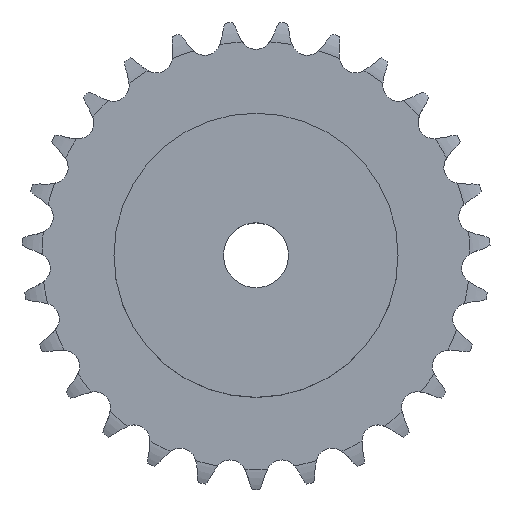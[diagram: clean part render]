
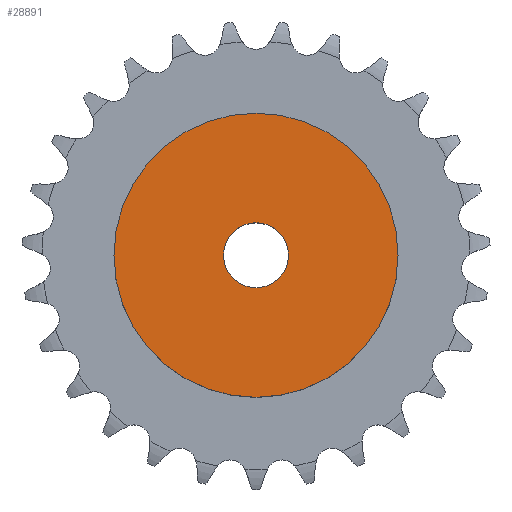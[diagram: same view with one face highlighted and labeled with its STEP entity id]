
A CAD part, top view. The second image highlights one B-rep face of the part: STEP entity #28891.
In plain terms, the highlighted planar face has unit normal (0, 0, 1).
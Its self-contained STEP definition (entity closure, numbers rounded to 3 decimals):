
#5081 = CYLINDRICAL_SURFACE('',#5082,35.);
#5082 = AXIS2_PLACEMENT_3D('',#5083,#5084,#5085);
#5083 = CARTESIAN_POINT('',(0.,0.,0.));
#5084 = DIRECTION('',(-0.,-0.,-1.));
#5085 = DIRECTION('',(1.,0.,0.));
#21686 = VERTEX_POINT('',#21687);
#21687 = CARTESIAN_POINT('',(35.,0.,20.));
#21708 = EDGE_CURVE('',#21686,#21686,#21709,.T.);
#21709 = SURFACE_CURVE('',#21710,(#21715,#21722),.PCURVE_S1.);
#21710 = CIRCLE('',#21711,35.);
#21711 = AXIS2_PLACEMENT_3D('',#21712,#21713,#21714);
#21712 = CARTESIAN_POINT('',(0.,0.,20.));
#21713 = DIRECTION('',(0.,0.,1.));
#21714 = DIRECTION('',(1.,0.,0.));
#21715 = PCURVE('',#5081,#21716);
#21716 = DEFINITIONAL_REPRESENTATION('',(#21717),#21721);
#21717 = LINE('',#21718,#21719);
#21718 = CARTESIAN_POINT('',(-0.,-20.));
#21719 = VECTOR('',#21720,1.);
#21720 = DIRECTION('',(-1.,0.));
#21721 = ( GEOMETRIC_REPRESENTATION_CONTEXT(2) 
PARAMETRIC_REPRESENTATION_CONTEXT() REPRESENTATION_CONTEXT('2D SPACE',''
  ) );
#21722 = PCURVE('',#21723,#21728);
#21723 = PLANE('',#21724);
#21724 = AXIS2_PLACEMENT_3D('',#21725,#21726,#21727);
#21725 = CARTESIAN_POINT('',(0.,0.,20.)
  );
#21726 = DIRECTION('',(0.,0.,1.));
#21727 = DIRECTION('',(1.,0.,0.));
#21728 = DEFINITIONAL_REPRESENTATION('',(#21729),#21733);
#21729 = CIRCLE('',#21730,35.);
#21730 = AXIS2_PLACEMENT_2D('',#21731,#21732);
#21731 = CARTESIAN_POINT('',(0.,0.));
#21732 = DIRECTION('',(1.,0.));
#21733 = ( GEOMETRIC_REPRESENTATION_CONTEXT(2) 
PARAMETRIC_REPRESENTATION_CONTEXT() REPRESENTATION_CONTEXT('2D SPACE',''
  ) );
#25890 = CYLINDRICAL_SURFACE('',#25891,8.);
#25891 = AXIS2_PLACEMENT_3D('',#25892,#25893,#25894);
#25892 = CARTESIAN_POINT('',(0.,0.,178.318));
#25893 = DIRECTION('',(0.,0.,1.));
#25894 = DIRECTION('',(1.,0.,0.));
#28891 = ADVANCED_FACE('',(#28892,#28895),#21723,.T.);
#28892 = FACE_BOUND('',#28893,.T.);
#28893 = EDGE_LOOP('',(#28894));
#28894 = ORIENTED_EDGE('',*,*,#21708,.T.);
#28895 = FACE_BOUND('',#28896,.T.);
#28896 = EDGE_LOOP('',(#28897));
#28897 = ORIENTED_EDGE('',*,*,#28898,.F.);
#28898 = EDGE_CURVE('',#28899,#28899,#28901,.T.);
#28899 = VERTEX_POINT('',#28900);
#28900 = CARTESIAN_POINT('',(8.,0.,20.));
#28901 = SURFACE_CURVE('',#28902,(#28907,#28914),.PCURVE_S1.);
#28902 = CIRCLE('',#28903,8.);
#28903 = AXIS2_PLACEMENT_3D('',#28904,#28905,#28906);
#28904 = CARTESIAN_POINT('',(0.,0.,20.));
#28905 = DIRECTION('',(0.,0.,1.));
#28906 = DIRECTION('',(1.,0.,0.));
#28907 = PCURVE('',#21723,#28908);
#28908 = DEFINITIONAL_REPRESENTATION('',(#28909),#28913);
#28909 = CIRCLE('',#28910,8.);
#28910 = AXIS2_PLACEMENT_2D('',#28911,#28912);
#28911 = CARTESIAN_POINT('',(0.,0.));
#28912 = DIRECTION('',(1.,0.));
#28913 = ( GEOMETRIC_REPRESENTATION_CONTEXT(2) 
PARAMETRIC_REPRESENTATION_CONTEXT() REPRESENTATION_CONTEXT('2D SPACE',''
  ) );
#28914 = PCURVE('',#25890,#28915);
#28915 = DEFINITIONAL_REPRESENTATION('',(#28916),#28920);
#28916 = LINE('',#28917,#28918);
#28917 = CARTESIAN_POINT('',(0.,-158.318));
#28918 = VECTOR('',#28919,1.);
#28919 = DIRECTION('',(1.,0.));
#28920 = ( GEOMETRIC_REPRESENTATION_CONTEXT(2) 
PARAMETRIC_REPRESENTATION_CONTEXT() REPRESENTATION_CONTEXT('2D SPACE',''
  ) );
